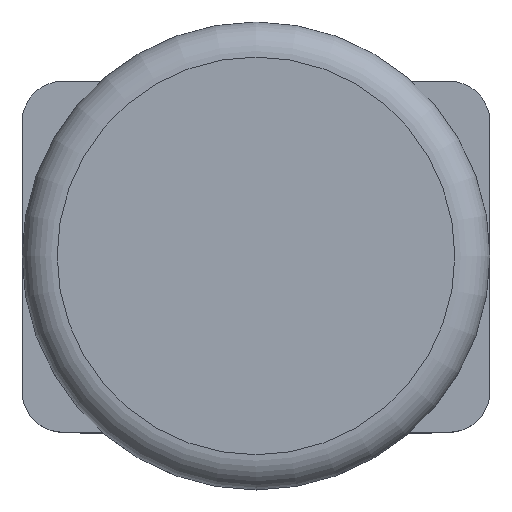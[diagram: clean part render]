
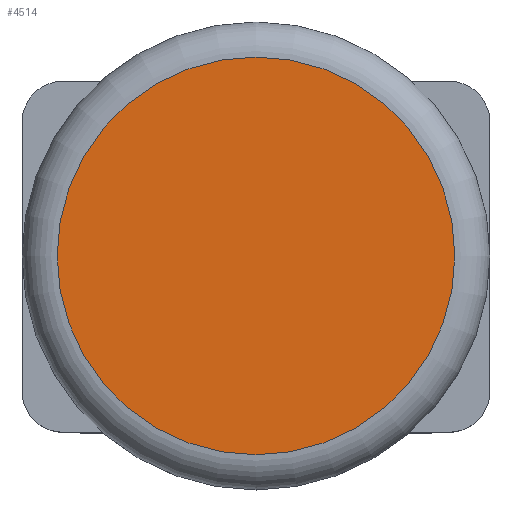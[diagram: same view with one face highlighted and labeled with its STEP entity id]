
A CAD part, top view. The second image highlights one B-rep face of the part: STEP entity #4514.
In plain terms, the highlighted face is planar.
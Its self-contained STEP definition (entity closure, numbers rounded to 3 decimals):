
#1282=PLANE('',#4794);
#1606=FACE_OUTER_BOUND('',#1911,.T.);
#1911=EDGE_LOOP('',(#4134));
#2031=CIRCLE('',#4795,17.);
#2428=VERTEX_POINT('',#7972);
#3007=EDGE_CURVE('',#2428,#2428,#2031,.T.);
#4134=ORIENTED_EDGE('',*,*,#3007,.F.);
#4514=ADVANCED_FACE('',(#1606),#1282,.T.);
#4794=AXIS2_PLACEMENT_3D('',#7971,#5698,#5699);
#4795=AXIS2_PLACEMENT_3D('',#7973,#5700,#5701);
#5698=DIRECTION('center_axis',(0.,0.,-1.));
#5699=DIRECTION('ref_axis',(-1.,0.,0.));
#5700=DIRECTION('center_axis',(0.,0.,1.));
#5701=DIRECTION('ref_axis',(0.,-1.,0.));
#7971=CARTESIAN_POINT('Origin',(0.,-8.5,-17.5));
#7972=CARTESIAN_POINT('',(0.,-17.,-17.5));
#7973=CARTESIAN_POINT('Origin',(0.,0.,-17.5));
